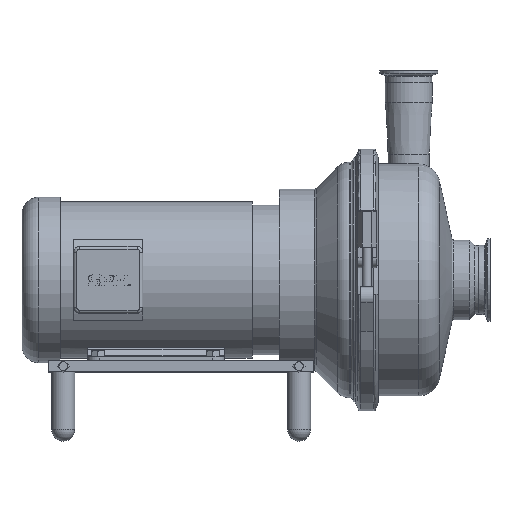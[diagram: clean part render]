
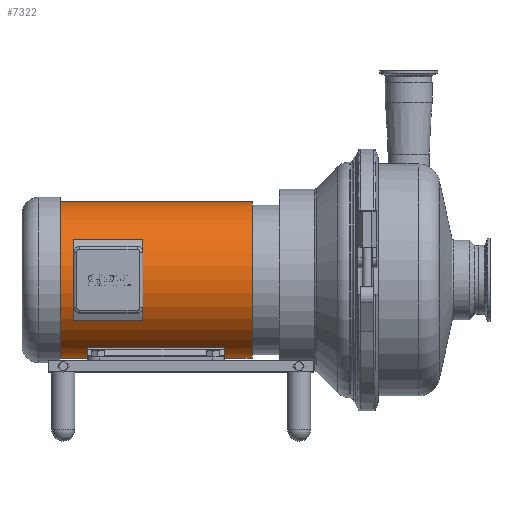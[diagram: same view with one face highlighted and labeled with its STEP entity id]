
A CAD part, top view. The second image highlights one B-rep face of the part: STEP entity #7322.
In plain terms, the highlighted cylindrical face has radius 86.487 mm (diameter 172.974 mm), a full revolution.
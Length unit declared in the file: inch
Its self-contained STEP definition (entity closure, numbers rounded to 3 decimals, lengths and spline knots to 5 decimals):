
#493=FACE_BOUND('',#2511,.T.);
#494=FACE_BOUND('',#2512,.T.);
#495=FACE_BOUND('',#2513,.T.);
#540=CYLINDRICAL_SURFACE('',#7979,3.405);
#1027=LINE('',#12623,#1577);
#1028=LINE('',#12627,#1578);
#1029=LINE('',#12631,#1579);
#1030=LINE('',#12638,#1580);
#1031=LINE('',#12642,#1581);
#1032=LINE('',#12646,#1582);
#1033=LINE('',#12650,#1583);
#1034=LINE('',#12654,#1584);
#1035=LINE('',#12658,#1585);
#1036=LINE('',#12662,#1586);
#1577=VECTOR('',#9715,3.405);
#1578=VECTOR('',#9718,0.3937);
#1579=VECTOR('',#9721,3.405);
#1580=VECTOR('',#9728,0.3937);
#1581=VECTOR('',#9731,0.3937);
#1582=VECTOR('',#9734,0.3937);
#1583=VECTOR('',#9737,0.3937);
#1584=VECTOR('',#9740,0.3937);
#1585=VECTOR('',#9743,0.3937);
#1586=VECTOR('',#9746,0.3937);
#2095=FACE_OUTER_BOUND('',#2510,.T.);
#2510=EDGE_LOOP('',(#6333,#6334,#6335,#6336,#6337,#6338,#6339,#6340,#6341,
#6342,#6343,#6344,#6345,#6346));
#2511=EDGE_LOOP('',(#6347,#6348,#6349,#6350));
#2512=EDGE_LOOP('',(#6351,#6352,#6353,#6354));
#2513=EDGE_LOOP('',(#6355,#6356,#6357,#6358));
#2844=CIRCLE('',#7977,3.405);
#2845=CIRCLE('',#7978,3.405);
#2846=CIRCLE('',#7980,3.405);
#2847=CIRCLE('',#7981,3.405);
#2848=CIRCLE('',#7982,3.405);
#2849=CIRCLE('',#7983,3.405);
#2850=CIRCLE('',#7984,3.405);
#2851=CIRCLE('',#7985,3.405);
#2852=CIRCLE('',#7986,3.405);
#2853=CIRCLE('',#7987,3.405);
#2854=CIRCLE('',#7988,3.405);
#2855=CIRCLE('',#7989,3.405);
#2856=CIRCLE('',#7990,3.405);
#2857=CIRCLE('',#7991,3.405);
#3495=VERTEX_POINT('',#12617);
#3496=VERTEX_POINT('',#12618);
#3497=VERTEX_POINT('',#12622);
#3498=VERTEX_POINT('',#12624);
#3499=VERTEX_POINT('',#12626);
#3500=VERTEX_POINT('',#12628);
#3501=VERTEX_POINT('',#12630);
#3502=VERTEX_POINT('',#12632);
#3503=VERTEX_POINT('',#12635);
#3504=VERTEX_POINT('',#12637);
#3505=VERTEX_POINT('',#12640);
#3506=VERTEX_POINT('',#12641);
#3507=VERTEX_POINT('',#12643);
#3508=VERTEX_POINT('',#12645);
#3509=VERTEX_POINT('',#12648);
#3510=VERTEX_POINT('',#12649);
#3511=VERTEX_POINT('',#12651);
#3512=VERTEX_POINT('',#12653);
#3513=VERTEX_POINT('',#12656);
#3514=VERTEX_POINT('',#12657);
#3515=VERTEX_POINT('',#12659);
#3516=VERTEX_POINT('',#12661);
#4491=EDGE_CURVE('',#3495,#3496,#2844,.T.);
#4492=EDGE_CURVE('',#3496,#3495,#2845,.T.);
#4493=EDGE_CURVE('',#3496,#3497,#1027,.T.);
#4494=EDGE_CURVE('',#3497,#3498,#2846,.T.);
#4495=EDGE_CURVE('',#3498,#3499,#1028,.T.);
#4496=EDGE_CURVE('',#3499,#3500,#2847,.T.);
#4497=EDGE_CURVE('',#3500,#3501,#1029,.T.);
#4498=EDGE_CURVE('',#3501,#3502,#2848,.T.);
#4499=EDGE_CURVE('',#3502,#3501,#2849,.T.);
#4500=EDGE_CURVE('',#3500,#3503,#2850,.T.);
#4501=EDGE_CURVE('',#3503,#3504,#1030,.T.);
#4502=EDGE_CURVE('',#3504,#3497,#2851,.T.);
#4503=EDGE_CURVE('',#3505,#3506,#1031,.T.);
#4504=EDGE_CURVE('',#3506,#3507,#2852,.T.);
#4505=EDGE_CURVE('',#3507,#3508,#1032,.T.);
#4506=EDGE_CURVE('',#3508,#3505,#2853,.T.);
#4507=EDGE_CURVE('',#3509,#3510,#1033,.T.);
#4508=EDGE_CURVE('',#3510,#3511,#2854,.T.);
#4509=EDGE_CURVE('',#3511,#3512,#1034,.T.);
#4510=EDGE_CURVE('',#3512,#3509,#2855,.T.);
#4511=EDGE_CURVE('',#3513,#3514,#1035,.T.);
#4512=EDGE_CURVE('',#3514,#3515,#2856,.T.);
#4513=EDGE_CURVE('',#3515,#3516,#1036,.T.);
#4514=EDGE_CURVE('',#3516,#3513,#2857,.T.);
#6333=ORIENTED_EDGE('',*,*,#4491,.F.);
#6334=ORIENTED_EDGE('',*,*,#4492,.F.);
#6335=ORIENTED_EDGE('',*,*,#4493,.T.);
#6336=ORIENTED_EDGE('',*,*,#4494,.T.);
#6337=ORIENTED_EDGE('',*,*,#4495,.T.);
#6338=ORIENTED_EDGE('',*,*,#4496,.T.);
#6339=ORIENTED_EDGE('',*,*,#4497,.T.);
#6340=ORIENTED_EDGE('',*,*,#4498,.T.);
#6341=ORIENTED_EDGE('',*,*,#4499,.T.);
#6342=ORIENTED_EDGE('',*,*,#4497,.F.);
#6343=ORIENTED_EDGE('',*,*,#4500,.T.);
#6344=ORIENTED_EDGE('',*,*,#4501,.T.);
#6345=ORIENTED_EDGE('',*,*,#4502,.T.);
#6346=ORIENTED_EDGE('',*,*,#4493,.F.);
#6347=ORIENTED_EDGE('',*,*,#4503,.T.);
#6348=ORIENTED_EDGE('',*,*,#4504,.T.);
#6349=ORIENTED_EDGE('',*,*,#4505,.T.);
#6350=ORIENTED_EDGE('',*,*,#4506,.T.);
#6351=ORIENTED_EDGE('',*,*,#4507,.T.);
#6352=ORIENTED_EDGE('',*,*,#4508,.T.);
#6353=ORIENTED_EDGE('',*,*,#4509,.T.);
#6354=ORIENTED_EDGE('',*,*,#4510,.T.);
#6355=ORIENTED_EDGE('',*,*,#4511,.T.);
#6356=ORIENTED_EDGE('',*,*,#4512,.T.);
#6357=ORIENTED_EDGE('',*,*,#4513,.T.);
#6358=ORIENTED_EDGE('',*,*,#4514,.T.);
#7322=ADVANCED_FACE('',(#2095,#493,#494,#495),#540,.T.);
#7977=AXIS2_PLACEMENT_3D('',#12619,#9709,#9710);
#7978=AXIS2_PLACEMENT_3D('',#12620,#9711,#9712);
#7979=AXIS2_PLACEMENT_3D('',#12621,#9713,#9714);
#7980=AXIS2_PLACEMENT_3D('',#12625,#9716,#9717);
#7981=AXIS2_PLACEMENT_3D('',#12629,#9719,#9720);
#7982=AXIS2_PLACEMENT_3D('',#12633,#9722,#9723);
#7983=AXIS2_PLACEMENT_3D('',#12634,#9724,#9725);
#7984=AXIS2_PLACEMENT_3D('',#12636,#9726,#9727);
#7985=AXIS2_PLACEMENT_3D('',#12639,#9729,#9730);
#7986=AXIS2_PLACEMENT_3D('',#12644,#9732,#9733);
#7987=AXIS2_PLACEMENT_3D('',#12647,#9735,#9736);
#7988=AXIS2_PLACEMENT_3D('',#12652,#9738,#9739);
#7989=AXIS2_PLACEMENT_3D('',#12655,#9741,#9742);
#7990=AXIS2_PLACEMENT_3D('',#12660,#9744,#9745);
#7991=AXIS2_PLACEMENT_3D('',#12663,#9747,#9748);
#9709=DIRECTION('center_axis',(1.,0.,0.));
#9710=DIRECTION('ref_axis',(0.,-1.,0.));
#9711=DIRECTION('center_axis',(1.,0.,0.));
#9712=DIRECTION('ref_axis',(0.,-1.,0.));
#9713=DIRECTION('center_axis',(1.,0.,0.));
#9714=DIRECTION('ref_axis',(0.,0.,-1.));
#9715=DIRECTION('',(-1.,0.,0.));
#9716=DIRECTION('center_axis',(1.,0.,0.));
#9717=DIRECTION('ref_axis',(0.,0.,-1.));
#9718=DIRECTION('',(-1.,0.,0.));
#9719=DIRECTION('center_axis',(-1.,0.,0.));
#9720=DIRECTION('ref_axis',(0.,0.,-1.));
#9721=DIRECTION('',(-1.,0.,0.));
#9722=DIRECTION('center_axis',(1.,0.,0.));
#9723=DIRECTION('ref_axis',(0.,-1.,0.));
#9724=DIRECTION('center_axis',(1.,0.,0.));
#9725=DIRECTION('ref_axis',(0.,-1.,0.));
#9726=DIRECTION('center_axis',(-1.,0.,0.));
#9727=DIRECTION('ref_axis',(0.,0.,-1.));
#9728=DIRECTION('',(1.,0.,0.));
#9729=DIRECTION('center_axis',(1.,0.,0.));
#9730=DIRECTION('ref_axis',(0.,0.,-1.));
#9731=DIRECTION('',(-1.,0.,0.));
#9732=DIRECTION('center_axis',(-1.,0.,0.));
#9733=DIRECTION('ref_axis',(0.,0.,-1.));
#9734=DIRECTION('',(1.,0.,0.));
#9735=DIRECTION('center_axis',(1.,0.,0.));
#9736=DIRECTION('ref_axis',(0.,0.,-1.));
#9737=DIRECTION('',(-1.,0.,0.));
#9738=DIRECTION('center_axis',(-1.,0.,0.));
#9739=DIRECTION('ref_axis',(0.,0.,-1.));
#9740=DIRECTION('',(1.,0.,0.));
#9741=DIRECTION('center_axis',(1.,0.,0.));
#9742=DIRECTION('ref_axis',(0.,0.,-1.));
#9743=DIRECTION('',(1.,0.,0.));
#9744=DIRECTION('center_axis',(1.,0.,0.));
#9745=DIRECTION('ref_axis',(0.,0.,-1.));
#9746=DIRECTION('',(-1.,0.,0.));
#9747=DIRECTION('center_axis',(-1.,0.,0.));
#9748=DIRECTION('ref_axis',(0.,0.,-1.));
#12617=CARTESIAN_POINT('',(-4.989,0.,-3.405));
#12618=CARTESIAN_POINT('',(-4.989,0.,3.405));
#12619=CARTESIAN_POINT('Origin',(-4.989,0.,0.));
#12620=CARTESIAN_POINT('Origin',(-4.989,0.,0.));
#12621=CARTESIAN_POINT('Origin',(-9.161,0.,0.));
#12622=CARTESIAN_POINT('',(-9.739,0.,3.405));
#12623=CARTESIAN_POINT('',(-9.161,0.,3.405));
#12624=CARTESIAN_POINT('',(-9.739,-1.7025,2.94882));
#12625=CARTESIAN_POINT('Origin',(-9.739,0.,0.));
#12626=CARTESIAN_POINT('',(-12.739,-1.7025,2.94882));
#12627=CARTESIAN_POINT('',(-9.161,-1.7025,2.94882));
#12628=CARTESIAN_POINT('',(-12.739,0.,3.405));
#12629=CARTESIAN_POINT('Origin',(-12.739,0.,0.));
#12630=CARTESIAN_POINT('',(-13.333,0.,3.405));
#12631=CARTESIAN_POINT('',(-9.161,0.,3.405));
#12632=CARTESIAN_POINT('',(-13.333,0.,-3.405));
#12633=CARTESIAN_POINT('Origin',(-13.333,0.,0.));
#12634=CARTESIAN_POINT('Origin',(-13.333,0.,0.));
#12635=CARTESIAN_POINT('',(-12.739,1.7025,2.94882));
#12636=CARTESIAN_POINT('Origin',(-12.739,0.,0.));
#12637=CARTESIAN_POINT('',(-9.739,1.7025,2.94882));
#12638=CARTESIAN_POINT('',(-9.161,1.7025,2.94882));
#12639=CARTESIAN_POINT('Origin',(-9.739,0.,0.));
#12640=CARTESIAN_POINT('',(-6.199,-3.21752,-1.11427));
#12641=CARTESIAN_POINT('',(-12.139,-3.21752,-1.11427));
#12642=CARTESIAN_POINT('',(-9.161,-3.21752,-1.11427));
#12643=CARTESIAN_POINT('',(-12.139,-3.21752,1.11427));
#12644=CARTESIAN_POINT('Origin',(-12.139,0.,0.));
#12645=CARTESIAN_POINT('',(-6.199,-3.21752,1.11427));
#12646=CARTESIAN_POINT('',(-9.161,-3.21752,1.11427));
#12647=CARTESIAN_POINT('Origin',(-6.199,0.,0.));
#12648=CARTESIAN_POINT('',(-6.199,-2.94435,-1.7102));
#12649=CARTESIAN_POINT('',(-12.139,-2.94435,-1.7102));
#12650=CARTESIAN_POINT('',(-6.199,-2.94435,-1.7102));
#12651=CARTESIAN_POINT('',(-12.139,-3.03675,-1.54019));
#12652=CARTESIAN_POINT('Origin',(-12.139,0.,0.));
#12653=CARTESIAN_POINT('',(-6.199,-3.03675,-1.54019));
#12654=CARTESIAN_POINT('',(-6.199,-3.03675,-1.54019));
#12655=CARTESIAN_POINT('Origin',(-6.199,0.,0.));
#12656=CARTESIAN_POINT('',(-12.139,-2.94435,1.7102));
#12657=CARTESIAN_POINT('',(-6.199,-2.94435,1.7102));
#12658=CARTESIAN_POINT('',(-6.199,-2.94435,1.7102));
#12659=CARTESIAN_POINT('',(-6.199,-3.03675,1.54019));
#12660=CARTESIAN_POINT('Origin',(-6.199,0.,0.));
#12661=CARTESIAN_POINT('',(-12.139,-3.03675,1.54019));
#12662=CARTESIAN_POINT('',(-6.199,-3.03675,1.54019));
#12663=CARTESIAN_POINT('Origin',(-12.139,0.,0.));
